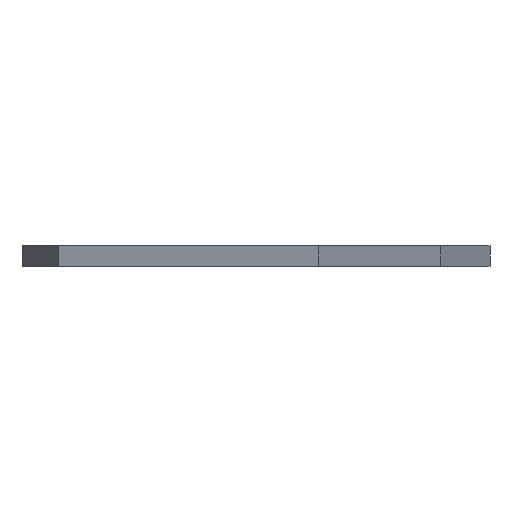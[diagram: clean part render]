
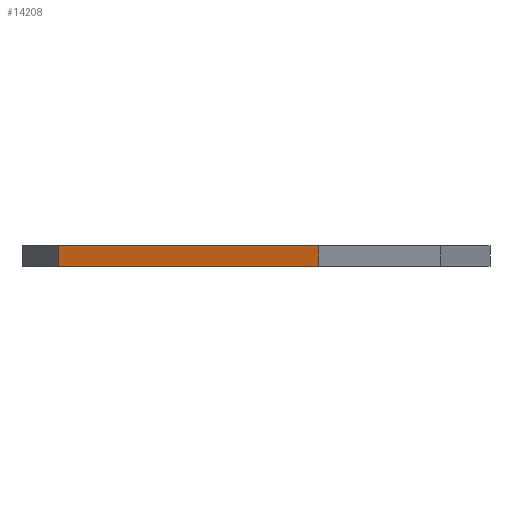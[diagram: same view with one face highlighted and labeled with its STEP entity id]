
A CAD part, left-side view. The second image highlights one B-rep face of the part: STEP entity #14208.
In plain terms, the highlighted face is a extrusion surface.
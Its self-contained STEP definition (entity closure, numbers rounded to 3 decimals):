
#31 = PLANE('',#32);
#32 = AXIS2_PLACEMENT_3D('',#33,#34,#35);
#33 = CARTESIAN_POINT('',(0.,-19.266,0.));
#34 = DIRECTION('',(0.,0.,1.));
#35 = DIRECTION('',(1.,0.,0.));
#197 = VERTEX_POINT('',#198);
#198 = CARTESIAN_POINT('',(-89.522,13.634,0.));
#210 = SURFACE_OF_LINEAR_EXTRUSION('',#211,#214);
#211 = B_SPLINE_CURVE_WITH_KNOTS('',1,(#212,#213),.UNSPECIFIED.,.F.,.F.,
  (2,2),(0.,21.633),.PIECEWISE_BEZIER_KNOTS.);
#212 = CARTESIAN_POINT('',(-69.029,20.567,0.));
#213 = CARTESIAN_POINT('',(-89.522,13.634,0.));
#214 = VECTOR('',#215,1.);
#215 = DIRECTION('',(0.,0.,1.));
#223 = EDGE_CURVE('',#197,#224,#226,.T.);
#224 = VERTEX_POINT('',#225);
#225 = CARTESIAN_POINT('',(-102.721,-35.628,0.));
#226 = SURFACE_CURVE('',#227,(#230,#236),.PCURVE_S1.);
#227 = B_SPLINE_CURVE_WITH_KNOTS('',1,(#228,#229),.UNSPECIFIED.,.F.,.F.,
  (2,2),(0.,51.),.PIECEWISE_BEZIER_KNOTS.);
#228 = CARTESIAN_POINT('',(-89.522,13.634,0.));
#229 = CARTESIAN_POINT('',(-102.721,-35.628,0.));
#230 = PCURVE('',#31,#231);
#231 = DEFINITIONAL_REPRESENTATION('',(#232),#235);
#232 = B_SPLINE_CURVE_WITH_KNOTS('',1,(#233,#234),.UNSPECIFIED.,.F.,.F.,
  (2,2),(0.,51.),.PIECEWISE_BEZIER_KNOTS.);
#233 = CARTESIAN_POINT('',(-89.522,32.901));
#234 = CARTESIAN_POINT('',(-102.721,-16.362));
#235 = ( GEOMETRIC_REPRESENTATION_CONTEXT(2) 
PARAMETRIC_REPRESENTATION_CONTEXT() REPRESENTATION_CONTEXT('2D SPACE',''
  ) );
#236 = PCURVE('',#237,#243);
#237 = SURFACE_OF_LINEAR_EXTRUSION('',#238,#241);
#238 = B_SPLINE_CURVE_WITH_KNOTS('',1,(#239,#240),.UNSPECIFIED.,.F.,.F.,
  (2,2),(0.,51.),.PIECEWISE_BEZIER_KNOTS.);
#239 = CARTESIAN_POINT('',(-89.522,13.634,0.));
#240 = CARTESIAN_POINT('',(-102.721,-35.628,0.));
#241 = VECTOR('',#242,1.);
#242 = DIRECTION('',(0.,0.,1.));
#243 = DEFINITIONAL_REPRESENTATION('',(#244),#248);
#244 = LINE('',#245,#246);
#245 = CARTESIAN_POINT('',(0.,0.));
#246 = VECTOR('',#247,1.);
#247 = DIRECTION('',(1.,0.));
#248 = ( GEOMETRIC_REPRESENTATION_CONTEXT(2) 
PARAMETRIC_REPRESENTATION_CONTEXT() REPRESENTATION_CONTEXT('2D SPACE',''
  ) );
#264 = SURFACE_OF_LINEAR_EXTRUSION('',#265,#268);
#265 = B_SPLINE_CURVE_WITH_KNOTS('',1,(#266,#267),.UNSPECIFIED.,.F.,.F.,
  (2,2),(0.,63.387),.PIECEWISE_BEZIER_KNOTS.);
#266 = CARTESIAN_POINT('',(-102.721,-35.628,0.));
#267 = CARTESIAN_POINT('',(-43.68,-58.695,0.));
#268 = VECTOR('',#269,1.);
#269 = DIRECTION('',(0.,0.,1.));
#13603 = PLANE('',#13604);
#13604 = AXIS2_PLACEMENT_3D('',#13605,#13606,#13607);
#13605 = CARTESIAN_POINT('',(0.,-19.266,-3.8));
#13606 = DIRECTION('',(0.,0.,1.));
#13607 = DIRECTION('',(1.,0.,0.));
#14118 = VERTEX_POINT('',#14119);
#14119 = CARTESIAN_POINT('',(-89.522,13.634,-3.8));
#14138 = EDGE_CURVE('',#197,#14118,#14139,.T.);
#14139 = SURFACE_CURVE('',#14140,(#14144,#14151),.PCURVE_S1.);
#14140 = LINE('',#14141,#14142);
#14141 = CARTESIAN_POINT('',(-89.522,13.634,0.));
#14142 = VECTOR('',#14143,1.);
#14143 = DIRECTION('',(-0.,-0.,-1.));
#14144 = PCURVE('',#210,#14145);
#14145 = DEFINITIONAL_REPRESENTATION('',(#14146),#14150);
#14146 = LINE('',#14147,#14148);
#14147 = CARTESIAN_POINT('',(21.633,0.));
#14148 = VECTOR('',#14149,1.);
#14149 = DIRECTION('',(0.,-1.));
#14150 = ( GEOMETRIC_REPRESENTATION_CONTEXT(2) 
PARAMETRIC_REPRESENTATION_CONTEXT() REPRESENTATION_CONTEXT('2D SPACE',''
  ) );
#14151 = PCURVE('',#237,#14152);
#14152 = DEFINITIONAL_REPRESENTATION('',(#14153),#14157);
#14153 = LINE('',#14154,#14155);
#14154 = CARTESIAN_POINT('',(0.,0.));
#14155 = VECTOR('',#14156,1.);
#14156 = DIRECTION('',(0.,-1.));
#14157 = ( GEOMETRIC_REPRESENTATION_CONTEXT(2) 
PARAMETRIC_REPRESENTATION_CONTEXT() REPRESENTATION_CONTEXT('2D SPACE',''
  ) );
#14208 = ADVANCED_FACE('',(#14209),#237,.T.);
#14209 = FACE_BOUND('',#14210,.T.);
#14210 = EDGE_LOOP('',(#14211,#14212,#14233,#14254));
#14211 = ORIENTED_EDGE('',*,*,#14138,.T.);
#14212 = ORIENTED_EDGE('',*,*,#14213,.T.);
#14213 = EDGE_CURVE('',#14118,#14214,#14216,.T.);
#14214 = VERTEX_POINT('',#14215);
#14215 = CARTESIAN_POINT('',(-102.721,-35.628,-3.8));
#14216 = SURFACE_CURVE('',#14217,(#14220,#14227),.PCURVE_S1.);
#14217 = B_SPLINE_CURVE_WITH_KNOTS('',1,(#14218,#14219),.UNSPECIFIED.,
  .F.,.F.,(2,2),(0.,51.),.PIECEWISE_BEZIER_KNOTS.);
#14218 = CARTESIAN_POINT('',(-89.522,13.634,-3.8));
#14219 = CARTESIAN_POINT('',(-102.721,-35.628,-3.8));
#14220 = PCURVE('',#237,#14221);
#14221 = DEFINITIONAL_REPRESENTATION('',(#14222),#14226);
#14222 = LINE('',#14223,#14224);
#14223 = CARTESIAN_POINT('',(0.,-3.8));
#14224 = VECTOR('',#14225,1.);
#14225 = DIRECTION('',(1.,0.));
#14226 = ( GEOMETRIC_REPRESENTATION_CONTEXT(2) 
PARAMETRIC_REPRESENTATION_CONTEXT() REPRESENTATION_CONTEXT('2D SPACE',''
  ) );
#14227 = PCURVE('',#13603,#14228);
#14228 = DEFINITIONAL_REPRESENTATION('',(#14229),#14232);
#14229 = B_SPLINE_CURVE_WITH_KNOTS('',1,(#14230,#14231),.UNSPECIFIED.,
  .F.,.F.,(2,2),(0.,51.),.PIECEWISE_BEZIER_KNOTS.);
#14230 = CARTESIAN_POINT('',(-89.522,32.901));
#14231 = CARTESIAN_POINT('',(-102.721,-16.362));
#14232 = ( GEOMETRIC_REPRESENTATION_CONTEXT(2) 
PARAMETRIC_REPRESENTATION_CONTEXT() REPRESENTATION_CONTEXT('2D SPACE',''
  ) );
#14233 = ORIENTED_EDGE('',*,*,#14234,.F.);
#14234 = EDGE_CURVE('',#224,#14214,#14235,.T.);
#14235 = SURFACE_CURVE('',#14236,(#14240,#14247),.PCURVE_S1.);
#14236 = LINE('',#14237,#14238);
#14237 = CARTESIAN_POINT('',(-102.721,-35.628,0.));
#14238 = VECTOR('',#14239,1.);
#14239 = DIRECTION('',(-0.,-0.,-1.));
#14240 = PCURVE('',#237,#14241);
#14241 = DEFINITIONAL_REPRESENTATION('',(#14242),#14246);
#14242 = LINE('',#14243,#14244);
#14243 = CARTESIAN_POINT('',(51.,0.));
#14244 = VECTOR('',#14245,1.);
#14245 = DIRECTION('',(0.,-1.));
#14246 = ( GEOMETRIC_REPRESENTATION_CONTEXT(2) 
PARAMETRIC_REPRESENTATION_CONTEXT() REPRESENTATION_CONTEXT('2D SPACE',''
  ) );
#14247 = PCURVE('',#264,#14248);
#14248 = DEFINITIONAL_REPRESENTATION('',(#14249),#14253);
#14249 = LINE('',#14250,#14251);
#14250 = CARTESIAN_POINT('',(0.,0.));
#14251 = VECTOR('',#14252,1.);
#14252 = DIRECTION('',(0.,-1.));
#14253 = ( GEOMETRIC_REPRESENTATION_CONTEXT(2) 
PARAMETRIC_REPRESENTATION_CONTEXT() REPRESENTATION_CONTEXT('2D SPACE',''
  ) );
#14254 = ORIENTED_EDGE('',*,*,#223,.F.);
